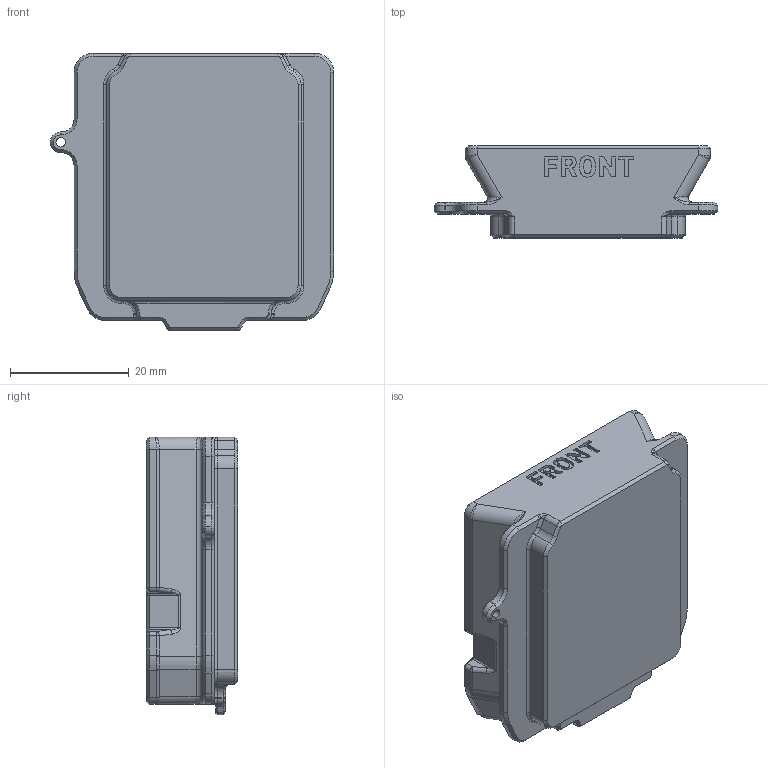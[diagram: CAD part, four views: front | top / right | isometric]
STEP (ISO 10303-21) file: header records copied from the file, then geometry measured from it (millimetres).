
FILE_DESCRIPTION (( 'STEP AP214' ), '1' );
FILE_NAME ('ALPHA_410-01094 Dovetail Mount Universal with Passthrough.STEP', '2021-09-28T16:46:48', ( '' ), ( '' ), 'SwSTEP 2.0', 'SolidWorks 2020', '' );
FILE_SCHEMA (( 'AUTOMOTIVE_DESIGN' ));
Length unit declared in the file: millimetre
Products named in the file (1): ALPHA_410-01094 Dovetail Mount Universal with Passthrough
Bounding box: 47.75 x 15.45 x 46.75 mm (x, y, z)
Volume: 25186.7 mm3; surface area: 6766.7 mm2
Topology: 1 solids, 1 shells, 468 faces, 1201 edges, 736 vertices
Faces by surface type: plane 193, cylinder 157, bspline 58, cone 48, torus 12
Entity records: 17547 total; most frequent: CARTESIAN_POINT 5774, ORIENTED_EDGE 2374, DIRECTION 2235, EDGE_CURVE 1187, AXIS2_PLACEMENT_3D 767, VERTEX_POINT 736, VECTOR 701, LINE 701
